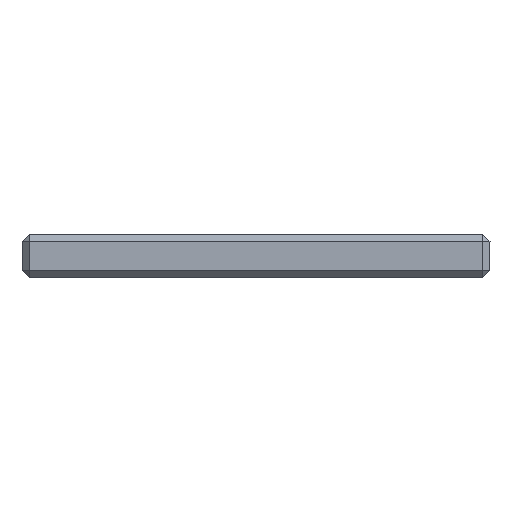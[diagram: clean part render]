
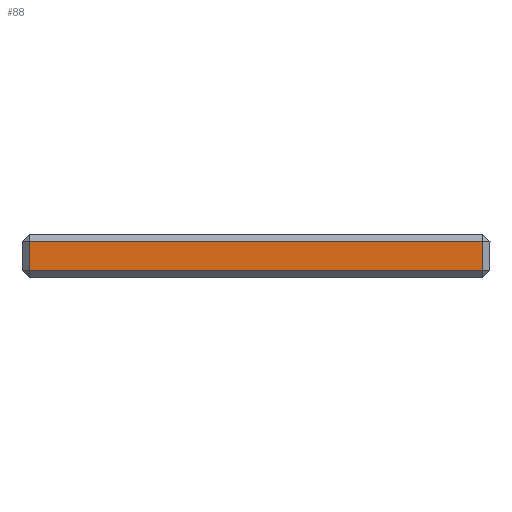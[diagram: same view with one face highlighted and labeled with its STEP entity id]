
A CAD part, front view. The second image highlights one B-rep face of the part: STEP entity #88.
In plain terms, the highlighted planar face has unit normal (0, -1, 0).
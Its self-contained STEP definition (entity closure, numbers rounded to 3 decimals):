
#62=FACE_OUTER_BOUND('',#366,.T.);
#88=ADVANCED_FACE('',(#62),#146,.T.);
#146=PLANE('',#1516);
#366=EDGE_LOOP('',(#529,#530,#531,#532));
#529=ORIENTED_EDGE('',*,*,#841,.T.);
#530=ORIENTED_EDGE('',*,*,#842,.T.);
#531=ORIENTED_EDGE('',*,*,#843,.T.);
#532=ORIENTED_EDGE('',*,*,#844,.T.);
#753=VERTEX_POINT('',#2219);
#754=VERTEX_POINT('',#2220);
#755=VERTEX_POINT('',#2222);
#756=VERTEX_POINT('',#2224);
#841=EDGE_CURVE('',#753,#754,#1297,.T.);
#842=EDGE_CURVE('',#754,#755,#1298,.T.);
#843=EDGE_CURVE('',#755,#756,#1299,.T.);
#844=EDGE_CURVE('',#756,#753,#1300,.T.);
#1297=LINE('',#2218,#1349);
#1298=LINE('',#2221,#1350);
#1299=LINE('',#2223,#1351);
#1300=LINE('',#2225,#1352);
#1349=VECTOR('',#1849,1.);
#1350=VECTOR('',#1850,1.);
#1351=VECTOR('',#1851,1.);
#1352=VECTOR('',#1852,1.);
#1516=AXIS2_PLACEMENT_3D('',#2226,#1853,#1854);
#1849=DIRECTION('',(0.,0.,-1.));
#1850=DIRECTION('',(1.,0.,0.));
#1851=DIRECTION('',(0.,0.,1.));
#1852=DIRECTION('',(-1.,0.,0.));
#1853=DIRECTION('',(0.,-1.,0.));
#1854=DIRECTION('',(1.,0.,0.));
#2218=CARTESIAN_POINT('',(55.804,-240.257,-44.921));
#2219=CARTESIAN_POINT('',(55.804,-240.257,-49.921));
#2220=CARTESIAN_POINT('',(55.803,-240.257,-69.921));
#2221=CARTESIAN_POINT('',(370.803,-240.256,-69.937));
#2222=CARTESIAN_POINT('',(365.803,-240.256,-69.937));
#2223=CARTESIAN_POINT('',(365.804,-240.256,-44.937));
#2224=CARTESIAN_POINT('',(365.804,-240.256,-49.937));
#2225=CARTESIAN_POINT('',(50.804,-240.257,-49.92));
#2226=CARTESIAN_POINT('',(370.804,-240.256,-44.937));
